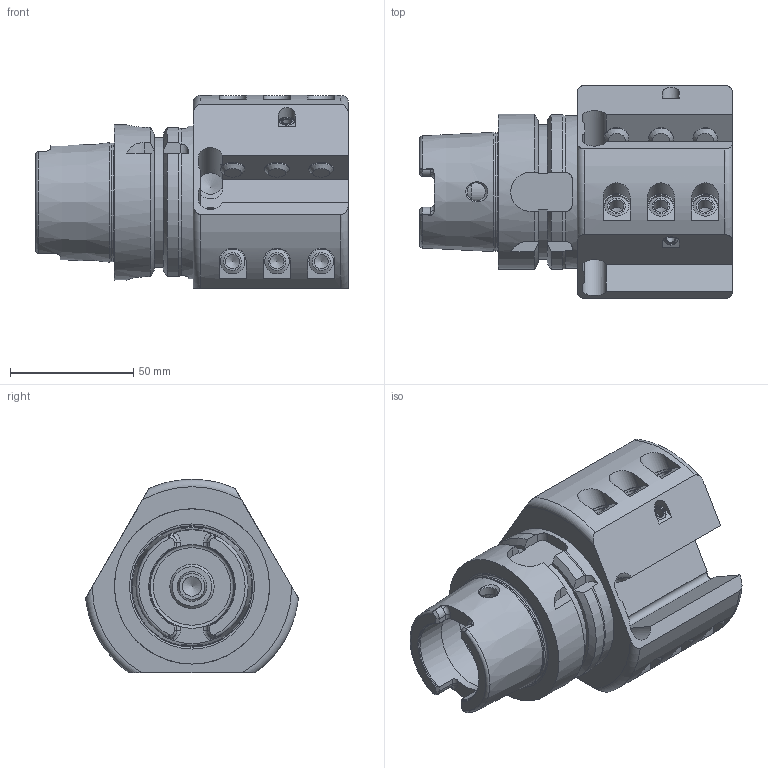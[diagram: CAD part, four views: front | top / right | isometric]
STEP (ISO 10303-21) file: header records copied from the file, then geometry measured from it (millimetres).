
FILE_DESCRIPTION((''),'2;1');
FILE_NAME('590075141095-3D.stp','2021-09-24T18:58:29',('nttooll'),(''),'Autodesk Inventor 2012','Autodesk Inventor 2012','');
FILE_SCHEMA(('AUTOMOTIVE_DESIGN { 1 0 10303 214 1 1 1 1 }'));
Length unit declared in the file: millimetre
Products named in the file (1): 590075141095-3D
Bounding box: 127 x 86.45 x 78.5 mm (x, y, z)
Volume: 320891.2 mm3; surface area: 61965.4 mm2
Topology: 1 solids, 3 shells, 419 faces, 1043 edges, 672 vertices
Faces by surface type: plane 164, cylinder 137, cone 92, torus 20, sphere 6
Full cylindrical faces by diameter (mm): 2.887 x2, 3 x1, 3.464 x3, 4 x3, 4.3 x3, 5 x5, 5.2 x6, 5.774 x9, 6 x3, 7.5 x2, 8 x2, 10 x18, 10.5 x3, 11.3 x1, 12 x1, 16 x3, 18 x1, 34 x1, 34.5 x1, 40 x1, 48 x1, 62 x1, 63 x1
Entity records: 12185 total; most frequent: CARTESIAN_POINT 3246, DIRECTION 1899, ORIENTED_EDGE 1644, EDGE_CURVE 822, AXIS2_PLACEMENT_3D 804, EDGE_LOOP 610, VERTEX_POINT 596, FACE_OUTER_BOUND 416
